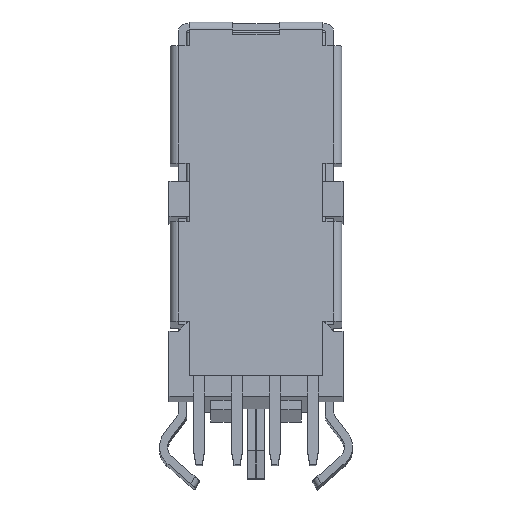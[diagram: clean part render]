
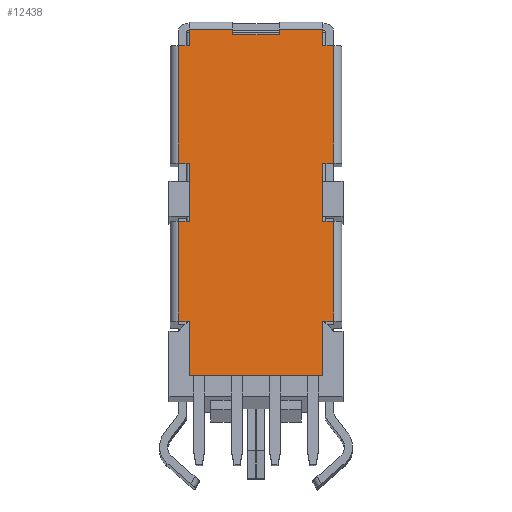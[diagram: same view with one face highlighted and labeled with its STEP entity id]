
A CAD part, front view. The second image highlights one B-rep face of the part: STEP entity #12438.
In plain terms, the highlighted planar face has unit normal (0, -0.996, 0.087).
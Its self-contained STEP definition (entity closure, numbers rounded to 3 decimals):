
#857=FACE_OUTER_BOUND('',#1482,.T.);
#1482=EDGE_LOOP('',(#9577,#9578,#9579,#9580,#9581,#9582,#9583,#9584,#9585,
#9586,#9587,#9588,#9589,#9590,#9591,#9592,#9593,#9594,#9595,#9596,#9597,
#9598,#9599,#9600));
#2680=LINE('',#19210,#4107);
#2683=LINE('',#19216,#4110);
#2687=LINE('',#19227,#4114);
#2691=LINE('',#19234,#4118);
#2757=LINE('',#19427,#4184);
#2780=LINE('',#19493,#4207);
#2781=LINE('',#19497,#4208);
#2782=LINE('',#19499,#4209);
#2783=LINE('',#19500,#4210);
#2784=LINE('',#19502,#4211);
#2785=LINE('',#19504,#4212);
#2786=LINE('',#19505,#4213);
#2787=LINE('',#19507,#4214);
#2788=LINE('',#19509,#4215);
#2789=LINE('',#19511,#4216);
#2790=LINE('',#19513,#4217);
#2791=LINE('',#19515,#4218);
#2792=LINE('',#19517,#4219);
#2793=LINE('',#19519,#4220);
#2794=LINE('',#19520,#4221);
#2795=LINE('',#19522,#4222);
#2796=LINE('',#19524,#4223);
#2797=LINE('',#19525,#4224);
#2798=LINE('',#19526,#4225);
#4107=VECTOR('',#15549,2.15);
#4110=VECTOR('',#15554,0.6);
#4114=VECTOR('',#15564,2.15);
#4118=VECTOR('',#15570,2.);
#4184=VECTOR('',#15766,1.61);
#4207=VECTOR('',#15827,4.92);
#4208=VECTOR('',#15830,0.4);
#4209=VECTOR('',#15831,3.7);
#4210=VECTOR('',#15832,0.4);
#4211=VECTOR('',#15833,0.4);
#4212=VECTOR('',#15834,4.35);
#4213=VECTOR('',#15835,0.4);
#4214=VECTOR('',#15836,0.2);
#4215=VECTOR('',#15837,1.7);
#4216=VECTOR('',#15838,0.2);
#4217=VECTOR('',#15839,1.61);
#4218=VECTOR('',#15840,0.6);
#4219=VECTOR('',#15841,0.4);
#4220=VECTOR('',#15842,4.35);
#4221=VECTOR('',#15843,0.4);
#4222=VECTOR('',#15844,0.4);
#4223=VECTOR('',#15845,3.7);
#4224=VECTOR('',#15846,0.4);
#4225=VECTOR('',#15847,2.);
#5460=VERTEX_POINT('',#19208);
#5461=VERTEX_POINT('',#19209);
#5462=VERTEX_POINT('',#19214);
#5463=VERTEX_POINT('',#19215);
#5466=VERTEX_POINT('',#19225);
#5467=VERTEX_POINT('',#19226);
#5468=VERTEX_POINT('',#19231);
#5469=VERTEX_POINT('',#19233);
#5530=VERTEX_POINT('',#19424);
#5555=VERTEX_POINT('',#19491);
#5556=VERTEX_POINT('',#19495);
#5557=VERTEX_POINT('',#19496);
#5558=VERTEX_POINT('',#19498);
#5559=VERTEX_POINT('',#19501);
#5560=VERTEX_POINT('',#19503);
#5561=VERTEX_POINT('',#19506);
#5562=VERTEX_POINT('',#19508);
#5563=VERTEX_POINT('',#19510);
#5564=VERTEX_POINT('',#19512);
#5565=VERTEX_POINT('',#19514);
#5566=VERTEX_POINT('',#19516);
#5567=VERTEX_POINT('',#19518);
#5568=VERTEX_POINT('',#19521);
#5569=VERTEX_POINT('',#19523);
#6892=EDGE_CURVE('',#5460,#5461,#2680,.T.);
#6895=EDGE_CURVE('',#5462,#5463,#2683,.T.);
#6901=EDGE_CURVE('',#5466,#5467,#2687,.T.);
#6905=EDGE_CURVE('',#5469,#5468,#2691,.T.);
#7004=EDGE_CURVE('',#5463,#5530,#2757,.F.);
#7042=EDGE_CURVE('',#5555,#5468,#2780,.T.);
#7043=EDGE_CURVE('',#5556,#5557,#2781,.T.);
#7044=EDGE_CURVE('',#5557,#5558,#2782,.T.);
#7045=EDGE_CURVE('',#5558,#5460,#2783,.T.);
#7046=EDGE_CURVE('',#5461,#5559,#2784,.T.);
#7047=EDGE_CURVE('',#5559,#5560,#2785,.T.);
#7048=EDGE_CURVE('',#5560,#5462,#2786,.T.);
#7049=EDGE_CURVE('',#5530,#5561,#2787,.T.);
#7050=EDGE_CURVE('',#5561,#5562,#2788,.T.);
#7051=EDGE_CURVE('',#5562,#5563,#2789,.T.);
#7052=EDGE_CURVE('',#5563,#5564,#2790,.F.);
#7053=EDGE_CURVE('',#5564,#5565,#2791,.T.);
#7054=EDGE_CURVE('',#5565,#5566,#2792,.T.);
#7055=EDGE_CURVE('',#5566,#5567,#2793,.T.);
#7056=EDGE_CURVE('',#5567,#5466,#2794,.T.);
#7057=EDGE_CURVE('',#5467,#5568,#2795,.T.);
#7058=EDGE_CURVE('',#5568,#5569,#2796,.T.);
#7059=EDGE_CURVE('',#5569,#5469,#2797,.T.);
#7060=EDGE_CURVE('',#5555,#5556,#2798,.T.);
#9577=ORIENTED_EDGE('',*,*,#7043,.T.);
#9578=ORIENTED_EDGE('',*,*,#7044,.T.);
#9579=ORIENTED_EDGE('',*,*,#7045,.T.);
#9580=ORIENTED_EDGE('',*,*,#6892,.T.);
#9581=ORIENTED_EDGE('',*,*,#7046,.T.);
#9582=ORIENTED_EDGE('',*,*,#7047,.T.);
#9583=ORIENTED_EDGE('',*,*,#7048,.T.);
#9584=ORIENTED_EDGE('',*,*,#6895,.T.);
#9585=ORIENTED_EDGE('',*,*,#7004,.T.);
#9586=ORIENTED_EDGE('',*,*,#7049,.T.);
#9587=ORIENTED_EDGE('',*,*,#7050,.T.);
#9588=ORIENTED_EDGE('',*,*,#7051,.T.);
#9589=ORIENTED_EDGE('',*,*,#7052,.T.);
#9590=ORIENTED_EDGE('',*,*,#7053,.T.);
#9591=ORIENTED_EDGE('',*,*,#7054,.T.);
#9592=ORIENTED_EDGE('',*,*,#7055,.T.);
#9593=ORIENTED_EDGE('',*,*,#7056,.T.);
#9594=ORIENTED_EDGE('',*,*,#6901,.T.);
#9595=ORIENTED_EDGE('',*,*,#7057,.T.);
#9596=ORIENTED_EDGE('',*,*,#7058,.T.);
#9597=ORIENTED_EDGE('',*,*,#7059,.T.);
#9598=ORIENTED_EDGE('',*,*,#6905,.T.);
#9599=ORIENTED_EDGE('',*,*,#7042,.F.);
#9600=ORIENTED_EDGE('',*,*,#7060,.T.);
#11328=PLANE('',#13311);
#12438=ADVANCED_FACE('',(#857),#11328,.F.);
#13311=AXIS2_PLACEMENT_3D('',#19494,#15828,#15829);
#15549=DIRECTION('',(0.,0.087,0.996));
#15554=DIRECTION('',(0.,0.087,0.996));
#15564=DIRECTION('',(0.,-0.087,-0.996));
#15570=DIRECTION('',(0.,-0.087,-0.996));
#15766=DIRECTION('',(1.,0.,0.));
#15827=DIRECTION('',(-1.,0.,0.));
#15828=DIRECTION('center_axis',(0.,0.996,
-0.087));
#15829=DIRECTION('ref_axis',(-1.,0.,0.));
#15830=DIRECTION('',(1.,0.,0.));
#15831=DIRECTION('',(0.,0.087,0.996));
#15832=DIRECTION('',(-1.,0.,0.));
#15833=DIRECTION('',(1.,0.,0.));
#15834=DIRECTION('',(0.,0.087,0.996));
#15835=DIRECTION('',(-1.,0.,0.));
#15836=DIRECTION('',(0.,-0.087,-0.996));
#15837=DIRECTION('',(-1.,0.,0.));
#15838=DIRECTION('',(0.,0.087,0.996));
#15839=DIRECTION('',(1.,0.,0.));
#15840=DIRECTION('',(0.,-0.087,-0.996));
#15841=DIRECTION('',(-1.,0.,0.));
#15842=DIRECTION('',(0.,-0.087,-0.996));
#15843=DIRECTION('',(1.,0.,0.));
#15844=DIRECTION('',(-1.,0.,0.));
#15845=DIRECTION('',(0.,-0.087,-0.996));
#15846=DIRECTION('',(1.,0.,0.));
#15847=DIRECTION('',(0.,0.087,0.996));
#19208=CARTESIAN_POINT('',(4.56,-0.266,6.507));
#19209=CARTESIAN_POINT('',(4.56,-0.079,8.649));
#19210=CARTESIAN_POINT('',(4.56,-0.266,6.507));
#19214=CARTESIAN_POINT('',(4.56,0.301,12.983));
#19215=CARTESIAN_POINT('',(4.56,0.353,13.58));
#19216=CARTESIAN_POINT('',(4.56,0.301,12.983));
#19225=CARTESIAN_POINT('',(-0.36,-0.079,8.649));
#19226=CARTESIAN_POINT('',(-0.36,-0.266,6.507));
#19227=CARTESIAN_POINT('',(-0.36,-0.079,8.649));
#19231=CARTESIAN_POINT('',(-0.36,-0.763,0.829));
#19233=CARTESIAN_POINT('',(-0.36,-0.588,2.822));
#19234=CARTESIAN_POINT('',(-0.36,-0.588,2.822));
#19424=CARTESIAN_POINT('',(2.95,0.353,13.58));
#19427=CARTESIAN_POINT('',(2.95,0.353,13.58));
#19491=CARTESIAN_POINT('',(4.56,-0.763,0.829));
#19493=CARTESIAN_POINT('',(4.56,-0.763,0.829));
#19494=CARTESIAN_POINT('Origin',(2.1,-0.192,7.354));
#19495=CARTESIAN_POINT('',(4.56,-0.588,2.822));
#19496=CARTESIAN_POINT('',(4.96,-0.588,2.822));
#19497=CARTESIAN_POINT('',(4.56,-0.588,2.822));
#19498=CARTESIAN_POINT('',(4.96,-0.266,6.507));
#19499=CARTESIAN_POINT('',(4.96,-0.588,2.822));
#19500=CARTESIAN_POINT('',(4.96,-0.266,6.507));
#19501=CARTESIAN_POINT('',(4.96,-0.079,8.649));
#19502=CARTESIAN_POINT('',(4.56,-0.079,8.649));
#19503=CARTESIAN_POINT('',(4.96,0.301,12.983));
#19504=CARTESIAN_POINT('',(4.96,-0.079,8.649));
#19505=CARTESIAN_POINT('',(4.96,0.301,12.983));
#19506=CARTESIAN_POINT('',(2.95,0.335,13.381));
#19507=CARTESIAN_POINT('',(2.95,0.353,13.58));
#19508=CARTESIAN_POINT('',(1.25,0.335,13.381));
#19509=CARTESIAN_POINT('',(2.95,0.335,13.381));
#19510=CARTESIAN_POINT('',(1.25,0.353,13.58));
#19511=CARTESIAN_POINT('',(1.25,0.335,13.381));
#19512=CARTESIAN_POINT('',(-0.36,0.353,13.58));
#19513=CARTESIAN_POINT('',(-0.36,0.353,13.58));
#19514=CARTESIAN_POINT('',(-0.36,0.301,12.983));
#19515=CARTESIAN_POINT('',(-0.36,0.353,13.58));
#19516=CARTESIAN_POINT('',(-0.76,0.301,12.983));
#19517=CARTESIAN_POINT('',(-0.36,0.301,12.983));
#19518=CARTESIAN_POINT('',(-0.76,-0.079,8.649));
#19519=CARTESIAN_POINT('',(-0.76,0.301,12.983));
#19520=CARTESIAN_POINT('',(-0.76,-0.079,8.649));
#19521=CARTESIAN_POINT('',(-0.76,-0.266,6.507));
#19522=CARTESIAN_POINT('',(-0.36,-0.266,6.507));
#19523=CARTESIAN_POINT('',(-0.76,-0.588,2.822));
#19524=CARTESIAN_POINT('',(-0.76,-0.266,6.507));
#19525=CARTESIAN_POINT('',(-0.76,-0.588,2.822));
#19526=CARTESIAN_POINT('',(4.56,-0.763,0.829));
